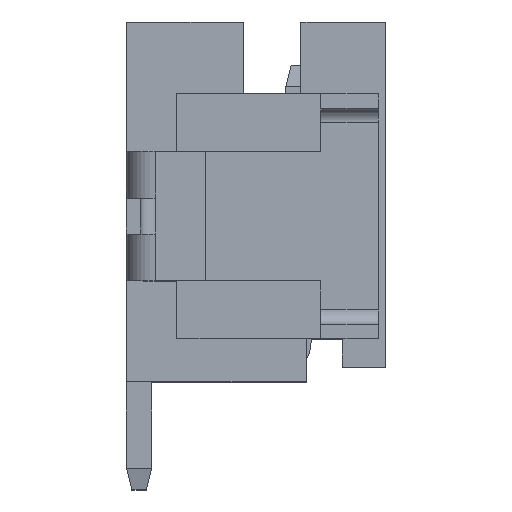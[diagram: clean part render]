
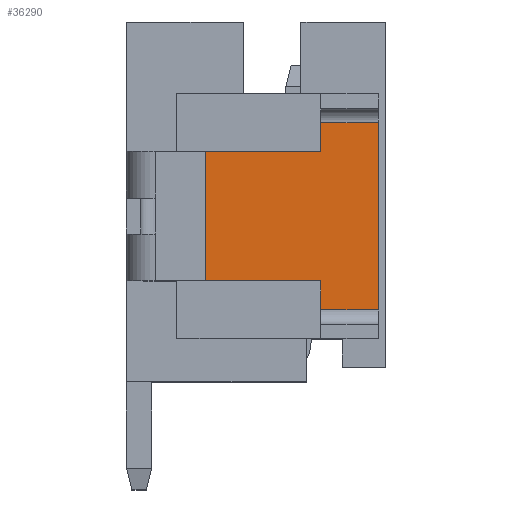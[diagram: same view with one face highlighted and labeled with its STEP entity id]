
A CAD part, top view. The second image highlights one B-rep face of the part: STEP entity #36290.
In plain terms, the highlighted planar face has unit normal (0, 0, 1).
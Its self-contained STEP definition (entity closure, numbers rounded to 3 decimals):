
#2580=CARTESIAN_POINT('',(0.283,1.27,14.15));
#2590=VERTEX_POINT('',#2580);
#2820=CARTESIAN_POINT('',(-0.417,1.27,14.15));
#2830=VERTEX_POINT('',#2820);
#2860=CARTESIAN_POINT('',(0.,1.27,14.15));
#2870=DIRECTION('',(1.,0.,0.));
#2880=VECTOR('',#2870,1.);
#2890=LINE('',#2860,#2880);
#2900=CARTESIAN_POINT('',(-0.751,1.27,14.15));
#2910=VERTEX_POINT('',#2900);
#2920=EDGE_CURVE('',#2910,#2830,#2890,.T.);
#3100=CARTESIAN_POINT('',(-0.917,1.27,14.15));
#3110=VERTEX_POINT('',#3100);
#3140=CARTESIAN_POINT('',(-1.167,1.27,14.15));
#3150=VERTEX_POINT('',#3140);
#3160=EDGE_CURVE('',#3150,#3110,#2890,.T.);
#4670=CARTESIAN_POINT('',(-0.417,1.22,14.15));
#4680=VERTEX_POINT('',#4670);
#4710=CARTESIAN_POINT('',(-0.417,-0.448,14.15));
#4720=DIRECTION('',(0.,-1.,0.));
#4730=VECTOR('',#4720,1.);
#4740=LINE('',#4710,#4730);
#4750=EDGE_CURVE('',#2830,#4680,#4740,.T.);
#11020=CARTESIAN_POINT('',(0.283,1.37,14.15));
#11030=VERTEX_POINT('',#11020);
#11060=CARTESIAN_POINT('',(0.283,0.,14.15));
#11070=DIRECTION('',(0.,1.,0.));
#11080=VECTOR('',#11070,1.);
#11090=LINE('',#11060,#11080);
#11100=EDGE_CURVE('',#2590,#11030,#11090,.T.);
#13500=CARTESIAN_POINT('',(-2.017,-0.83,14.15));
#13510=VERTEX_POINT('',#13500);
#13540=CARTESIAN_POINT('',(-0.387,-0.83,14.15))
;
#13550=DIRECTION('',(-1.,0.,0.));
#13560=VECTOR('',#13550,1.);
#13570=LINE('',#13540,#13560);
#13580=CARTESIAN_POINT('',(-1.417,-0.83,14.15));
#13590=VERTEX_POINT('',#13580);
#13600=EDGE_CURVE('',#13590,#13510,#13570,.T.);
#16880=CARTESIAN_POINT('',(0.283,-1.13,14.15));
#16890=VERTEX_POINT('',#16880);
#16920=CARTESIAN_POINT('',(0.283,0.,14.15));
#16930=DIRECTION('',(0.,1.,0.));
#16940=VECTOR('',#16930,1.);
#16950=LINE('',#16920,#16940);
#16960=CARTESIAN_POINT('',(0.283,-1.23,14.15));
#16970=VERTEX_POINT('',#16960);
#16980=EDGE_CURVE('',#16970,#16890,#16950,.T.);
#17420=CARTESIAN_POINT('',(-1.167,-1.13,14.15));
#17430=VERTEX_POINT('',#17420);
#17460=CARTESIAN_POINT('',(0.,-1.13,14.15));
#17470=DIRECTION('',(-1.,0.,0.));
#17480=VECTOR('',#17470,1.);
#17490=LINE('',#17460,#17480);
#17500=CARTESIAN_POINT('',(-0.917,-1.13,14.15));
#17510=VERTEX_POINT('',#17500);
#17520=EDGE_CURVE('',#17510,#17430,#17490,.T.);
#17700=CARTESIAN_POINT('',(-0.751,-1.13,14.15));
#17710=VERTEX_POINT('',#17700);
#17740=CARTESIAN_POINT('',(-0.417,-1.13,14.15));
#17750=VERTEX_POINT('',#17740);
#17760=EDGE_CURVE('',#17750,#17710,#17490,.T.);
#20940=CARTESIAN_POINT('',(-1.417,-0.931,14.15));
#20950=VERTEX_POINT('',#20940);
#20980=CARTESIAN_POINT('',(-1.217,-0.917,14.15));
#20990=DIRECTION('',(0.,0.,-1.));
#21000=DIRECTION('',(0.,1.,0.));
#21010=AXIS2_PLACEMENT_3D('',#20980,#20990,#21000);
#21020=CIRCLE('',#21010,0.2);
#21030=CARTESIAN_POINT('',(-1.256,-1.113,14.15));
#21040=VERTEX_POINT('',#21030);
#21050=EDGE_CURVE('',#21040,#20950,#21020,.T.);
#24120=CARTESIAN_POINT('',(-0.917,1.22,14.15));
#24130=VERTEX_POINT('',#24120);
#24160=CARTESIAN_POINT('',(-0.917,-0.448,14.15))
;
#24170=DIRECTION('',(0.,-1.,0.));
#24180=VECTOR('',#24170,1.);
#24190=LINE('',#24160,#24180);
#24200=EDGE_CURVE('',#3110,#24130,#24190,.T.);
#24310=CARTESIAN_POINT('',(0.283,-0.448,14.15));
#24320=DIRECTION('',(0.,-1.,0.));
#24330=VECTOR('',#24320,1.);
#24340=LINE('',#24310,#24330);
#24350=CARTESIAN_POINT('',(0.283,1.22,14.15));
#24360=VERTEX_POINT('',#24350);
#24370=EDGE_CURVE('',#2590,#24360,#24340,.T.);
#29280=CARTESIAN_POINT('',(-0.417,-1.08,14.15));
#29290=VERTEX_POINT('',#29280);
#29320=CARTESIAN_POINT('',(-0.387,-1.08,14.15));
#29330=DIRECTION('',(-1.,0.,0.));
#29340=VECTOR('',#29330,1.);
#29350=LINE('',#29320,#29340);
#29360=CARTESIAN_POINT('',(0.283,-1.08,14.15));
#29370=VERTEX_POINT('',#29360);
#29380=EDGE_CURVE('',#29370,#29290,#29350,.T.);
#29550=CARTESIAN_POINT('',(-2.017,1.77,14.15));
#29560=DIRECTION('',(0.,-1.,0.));
#29570=VECTOR('',#29560,1.);
#29580=LINE('',#29550,#29570);
#29590=CARTESIAN_POINT('',(-2.017,0.97,14.15));
#29600=VERTEX_POINT('',#29590);
#29610=EDGE_CURVE('',#29600,#13510,#29580,.T.);
#31010=CARTESIAN_POINT('',(-1.417,1.07,14.15));
#31020=VERTEX_POINT('',#31010);
#31050=CARTESIAN_POINT('',(-1.417,-0.448,14.15));
#31060=DIRECTION('',(0.,1.,0.));
#31070=VECTOR('',#31060,1.);
#31080=LINE('',#31050,#31070);
#31090=CARTESIAN_POINT('',(-1.417,0.97,14.15));
#31100=VERTEX_POINT('',#31090);
#31110=EDGE_CURVE('',#31100,#31020,#31080,.T.);
#31290=CARTESIAN_POINT('',(-0.387,1.426,14.15));
#31300=DIRECTION('',(0.981,0.196,
0.));
#31310=VECTOR('',#31300,1.);
#31320=LINE('',#31290,#31310);
#31330=CARTESIAN_POINT('',(-1.256,1.252,14.15));
#31340=VERTEX_POINT('',#31330);
#31350=EDGE_CURVE('',#31340,#3150,#31320,.T.);
#31530=CARTESIAN_POINT('',(-0.917,-0.448,14.15))
;
#31540=DIRECTION('',(0.,-1.,0.));
#31550=VECTOR('',#31540,1.);
#31560=LINE('',#31530,#31550);
#31570=CARTESIAN_POINT('',(-0.917,-1.08,14.15));
#31580=VERTEX_POINT('',#31570);
#31590=EDGE_CURVE('',#31580,#17510,#31560,.T.);
#31780=CARTESIAN_POINT('',(0.283,-0.448,14.15));
#31790=DIRECTION('',(0.,-1.,0.));
#31800=VECTOR('',#31790,1.);
#31810=LINE('',#31780,#31800);
#31820=EDGE_CURVE('',#29370,#16890,#31810,.T.);
#33060=CARTESIAN_POINT('',(-1.417,-0.448,14.15));
#33070=DIRECTION('',(0.,1.,0.));
#33080=VECTOR('',#33070,1.);
#33090=LINE('',#33060,#33080);
#33100=EDGE_CURVE('',#20950,#13590,#33090,.T.);
#33330=CARTESIAN_POINT('',(-1.217,1.056,14.15));
#33340=DIRECTION('',(0.,0.,1.));
#33350=DIRECTION('',(0.,-1.,0.));
#33360=AXIS2_PLACEMENT_3D('',#33330,#33340,#33350);
#33370=CIRCLE('',#33360,0.2);
#33380=EDGE_CURVE('',#31340,#31020,#33370,.T.);
#33770=CARTESIAN_POINT('',(-0.387,-1.287,14.15));
#33780=DIRECTION('',(-0.981,0.196,
0.));
#33790=VECTOR('',#33780,1.);
#33800=LINE('',#33770,#33790);
#33810=EDGE_CURVE('',#17430,#21040,#33800,.T.);
#34610=CARTESIAN_POINT('',(1.083,-1.23,14.15));
#34620=VERTEX_POINT('',#34610);
#34650=CARTESIAN_POINT('',(1.083,-0.448,14.15));
#34660=DIRECTION('',(0.,-1.,0.));
#34670=VECTOR('',#34660,1.);
#34680=LINE('',#34650,#34670);
#34690=CARTESIAN_POINT('',(1.083,1.37,14.15));
#34700=VERTEX_POINT('',#34690);
#34710=EDGE_CURVE('',#34700,#34620,#34680,.T.);
#35010=CARTESIAN_POINT('',(-0.387,1.379,14.15));
#35020=DIRECTION('',(0.958,0.287,
0.));
#35030=VECTOR('',#35020,1.);
#35040=LINE('',#35010,#35030);
#35050=EDGE_CURVE('',#24130,#2910,#35040,.T.);
#35640=CARTESIAN_POINT('',(1.083,1.77,14.15));
#35650=DIRECTION('',(0.,0.,-1.));
#35660=DIRECTION('',(1.,0.,0.));
#35670=AXIS2_PLACEMENT_3D('',#35640,#35650,#35660);
#35680=PLANE('',#35670);
#35690=ORIENTED_EDGE('',*,*,#31110,.F.);
#35700=ORIENTED_EDGE('',*,*,#33380,.T.);
#35710=ORIENTED_EDGE('',*,*,#31350,.F.);
#35720=ORIENTED_EDGE('',*,*,#3160,.F.);
#35730=ORIENTED_EDGE('',*,*,#24200,.F.);
#35740=ORIENTED_EDGE('',*,*,#35050,.F.);
#35750=ORIENTED_EDGE('',*,*,#2920,.F.);
#35760=ORIENTED_EDGE('',*,*,#4750,.F.);
#35770=CARTESIAN_POINT('',(-0.387,1.22,14.15));
#35780=DIRECTION('',(1.,0.,0.));
#35790=VECTOR('',#35780,1.);
#35800=LINE('',#35770,#35790);
#35810=EDGE_CURVE('',#4680,#24360,#35800,.T.);
#35820=ORIENTED_EDGE('',*,*,#35810,.F.);
#35830=ORIENTED_EDGE('',*,*,#24370,.T.);
#35840=ORIENTED_EDGE('',*,*,#11100,.F.);
#35850=CARTESIAN_POINT('',(-0.387,1.37,14.15));
#35860=DIRECTION('',(-1.,0.,0.));
#35870=VECTOR('',#35860,1.);
#35880=LINE('',#35850,#35870);
#35890=EDGE_CURVE('',#34700,#11030,#35880,.T.);
#35900=ORIENTED_EDGE('',*,*,#35890,.T.);
#35910=ORIENTED_EDGE('',*,*,#34710,.F.);
#35920=CARTESIAN_POINT('',(-0.387,-1.23,14.15));
#35930=DIRECTION('',(1.,0.,0.));
#35940=VECTOR('',#35930,1.);
#35950=LINE('',#35920,#35940);
#35960=EDGE_CURVE('',#16970,#34620,#35950,.T.);
#35970=ORIENTED_EDGE('',*,*,#35960,.T.);
#35980=ORIENTED_EDGE('',*,*,#16980,.F.);
#35990=ORIENTED_EDGE('',*,*,#31820,.T.);
#36000=ORIENTED_EDGE('',*,*,#29380,.F.);
#36010=CARTESIAN_POINT('',(-0.417,-0.448,14.15))
;
#36020=DIRECTION('',(0.,-1.,0.));
#36030=VECTOR('',#36020,1.);
#36040=LINE('',#36010,#36030);
#36050=EDGE_CURVE('',#29290,#17750,#36040,.T.);
#36060=ORIENTED_EDGE('',*,*,#36050,.F.);
#36070=ORIENTED_EDGE('',*,*,#17760,.F.);
#36080=CARTESIAN_POINT('',(-0.387,-1.24,14.15));
#36090=DIRECTION('',(-0.958,0.287,
0.));
#36100=VECTOR('',#36090,1.);
#36110=LINE('',#36080,#36100);
#36120=EDGE_CURVE('',#17710,#31580,#36110,.T.);
#36130=ORIENTED_EDGE('',*,*,#36120,.F.);
#36140=ORIENTED_EDGE('',*,*,#31590,.F.);
#36150=ORIENTED_EDGE('',*,*,#17520,.F.);
#36160=ORIENTED_EDGE('',*,*,#33810,.F.);
#36170=ORIENTED_EDGE('',*,*,#21050,.F.);
#36180=ORIENTED_EDGE('',*,*,#33100,.F.);
#36190=ORIENTED_EDGE('',*,*,#13600,.F.);
#36200=ORIENTED_EDGE('',*,*,#29610,.T.);
#36210=CARTESIAN_POINT('',(-0.387,0.97,14.15));
#36220=DIRECTION('',(1.,0.,0.));
#36230=VECTOR('',#36220,1.);
#36240=LINE('',#36210,#36230);
#36250=EDGE_CURVE('',#29600,#31100,#36240,.T.);
#36260=ORIENTED_EDGE('',*,*,#36250,.F.);
#36270=EDGE_LOOP('',(#36260,#36200,#36190,#36180,#36170,#36160,#36150,
#36140,#36130,#36070,#36060,#36000,#35990,#35980,#35970,#35910,#35900,
#35840,#35830,#35820,#35760,#35750,#35740,#35730,#35720,#35710,#35700,
#35690));
#36280=FACE_OUTER_BOUND('',#36270,.T.);
#36290=ADVANCED_FACE('',(#36280),#35680,.F.);
